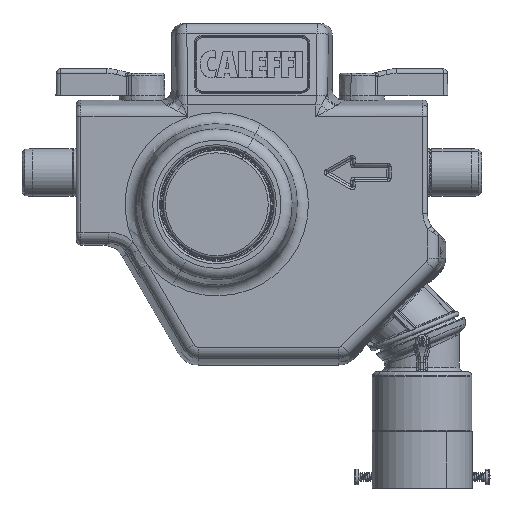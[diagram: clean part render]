
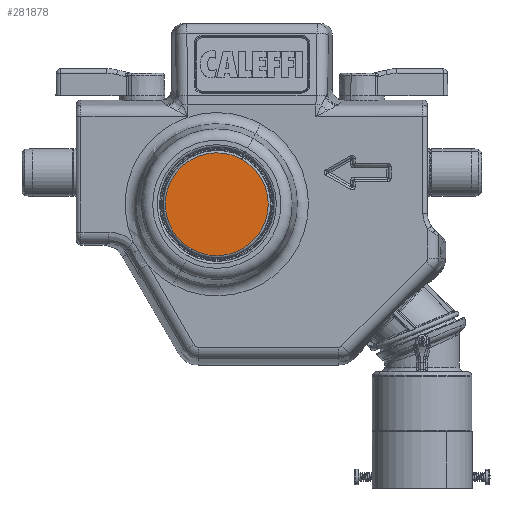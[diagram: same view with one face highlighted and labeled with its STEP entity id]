
A CAD part, left-side view. The second image highlights one B-rep face of the part: STEP entity #281878.
In plain terms, the highlighted planar face has unit normal (-1, 0, 0).
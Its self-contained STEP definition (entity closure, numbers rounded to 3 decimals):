
#278659=CARTESIAN_POINT('Axis2P3D Location',(-51.5,34.,11.)) ;
#281833=CARTESIAN_POINT('Vertex',(-51.5,23.107,5.939)) ;
#281840=CARTESIAN_POINT('Vertex',(-51.5,44.893,-33.939)) ;
#281843=CARTESIAN_POINT('Axis2P3D Location',(-51.5,34.,-14.)) ;
#281861=CARTESIAN_POINT('Axis2P3D Location',(-51.5,34.,-14.)) ;
#278660=DIRECTION('Axis2P3D Direction',(1.,0.,0.)) ;
#278661=DIRECTION('Axis2P3D XDirection',(0.,-1.,0.)) ;
#281844=DIRECTION('Axis2P3D Direction',(1.,0.,0.)) ;
#281862=DIRECTION('Axis2P3D Direction',(1.,0.,0.)) ;
#278662=AXIS2_PLACEMENT_3D('Plane Axis2P3D',#278659,#278660,#278661) ;
#281845=AXIS2_PLACEMENT_3D('Circle Axis2P3D',#281843,#281844,$) ;
#281863=AXIS2_PLACEMENT_3D('Circle Axis2P3D',#281861,#281862,$) ;
#281846=CIRCLE('generated circle',#281845,22.72) ;
#281864=CIRCLE('generated circle',#281863,22.72) ;
#278663=PLANE('',#278662) ;
#281847=EDGE_CURVE('',#281834,#281841,#281846,.F.) ;
#281865=EDGE_CURVE('',#281841,#281834,#281864,.F.) ;
#281875=ORIENTED_EDGE('',*,*,#281865,.T.) ;
#281876=ORIENTED_EDGE('',*,*,#281847,.T.) ;
#281874=EDGE_LOOP('',(#281875,#281876)) ;
#281834=VERTEX_POINT('',#281833) ;
#281841=VERTEX_POINT('',#281840) ;
#281878=ADVANCED_FACE('H0005987.1\\GUSCIO',(#281877),#278663,.F.) ;
#281877=FACE_OUTER_BOUND('',#281874,.T.) ;
